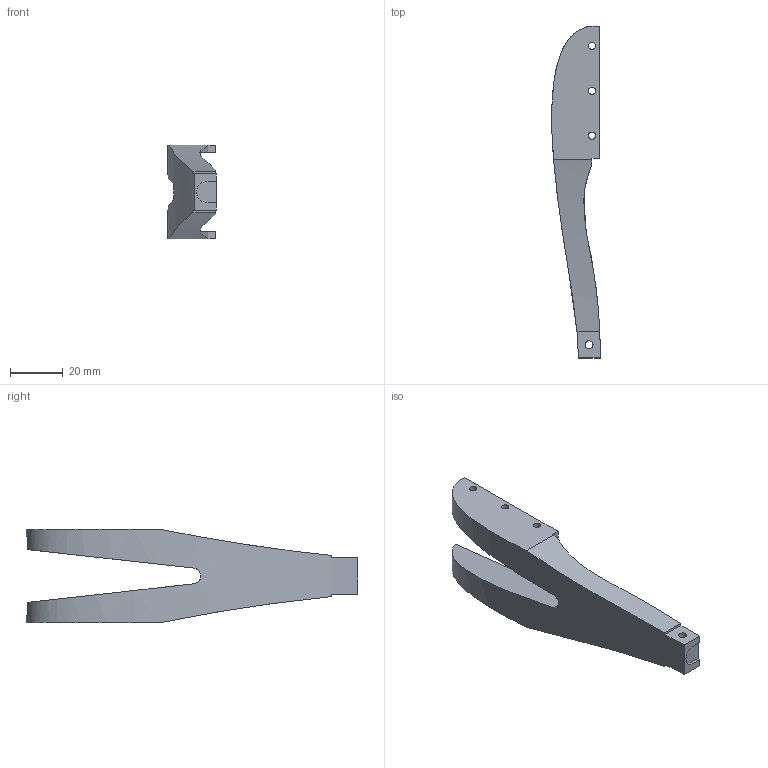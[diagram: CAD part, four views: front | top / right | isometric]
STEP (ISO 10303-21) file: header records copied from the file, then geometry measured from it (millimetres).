
FILE_DESCRIPTION( ( '' ), ' ' );
FILE_NAME( '5a786747110e670fe0cf4d3e.step', '2018-02-05T14:16:40', ( '' ), ( '' ), ' ', ' ', ' ' );
FILE_SCHEMA( ( 'AUTOMOTIVE_DESIGN { 1 0 10303 214 1 1 1 1 }' ) );
Length unit declared in the file: metre
Products named in the file (1): Leg - Tibia - machined
Bounding box: 18.37 x 125.6 x 35.5 mm (x, y, z)
Volume: 28392.1 mm3; surface area: 10940.6 mm2
Topology: 1 solids, 1 shells, 38 faces, 112 edges, 76 vertices
Faces by surface type: plane 24, cylinder 9, extrusion 5
Full cylindrical faces by diameter (mm): 2.7 x6, 2.995 x1
Entity records: 1739 total; most frequent: CARTESIAN_POINT 456, ORIENTED_EDGE 202, DIRECTION 168, EDGE_CURVE 101, VERTEX_POINT 72, VECTOR 64, EDGE_LOOP 59, LINE 59
